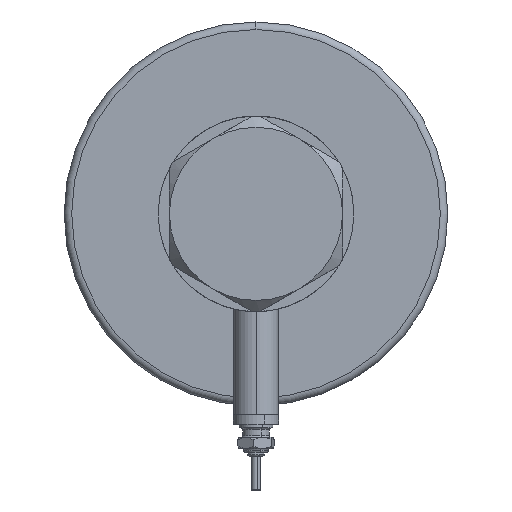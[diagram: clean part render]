
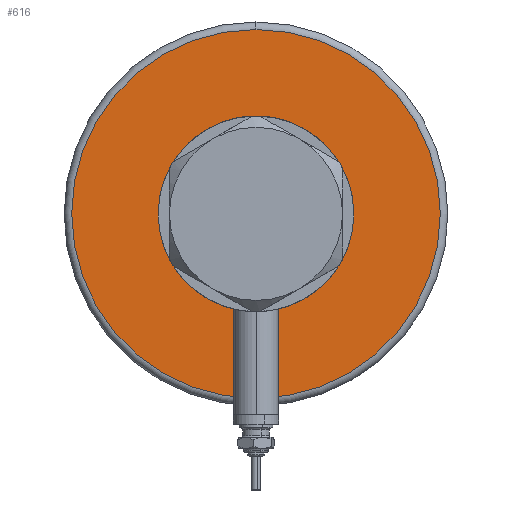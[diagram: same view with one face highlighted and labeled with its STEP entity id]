
A CAD part, left-side view. The second image highlights one B-rep face of the part: STEP entity #616.
In plain terms, the highlighted face is planar.
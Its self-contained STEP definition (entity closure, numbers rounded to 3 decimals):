
#402 = CARTESIAN_POINT ( 'NONE',  ( 0., 0., 0. ) ) ;
#483 = DIRECTION ( 'NONE',  ( 0., 0., 1. ) ) ;
#504 = ORIENTED_EDGE ( 'NONE', *, *, #2728, .T. ) ;
#616 = ADVANCED_FACE ( 'NONE', ( #4578, #5057 ), #5532, .F. ) ;
#766 = CIRCLE ( 'NONE', #2930, 49. ) ;
#837 = AXIS2_PLACEMENT_3D ( 'NONE', #3955, #5029, #3468 ) ;
#1184 = CIRCLE ( 'NONE', #1951, 49. ) ;
#1408 = EDGE_CURVE ( 'NONE', #3075, #6559, #2147, .T. ) ;
#1410 = ORIENTED_EDGE ( 'NONE', *, *, #1408, .T. ) ;
#1548 = CARTESIAN_POINT ( 'NONE',  ( 0., 0., 0. ) ) ;
#1749 = DIRECTION ( 'NONE',  ( 0., 0., -1. ) ) ;
#1925 = DIRECTION ( 'NONE',  ( 1., 0., 0. ) ) ;
#1951 = AXIS2_PLACEMENT_3D ( 'NONE', #3126, #5138, #2542 ) ;
#2074 = CARTESIAN_POINT ( 'NONE',  ( 49., 0., 0. ) ) ;
#2147 = CIRCLE ( 'NONE', #837, 20. ) ;
#2170 = CARTESIAN_POINT ( 'NONE',  ( 0., 0., 0. ) ) ;
#2521 = ORIENTED_EDGE ( 'NONE', *, *, #5926, .T. ) ;
#2542 = DIRECTION ( 'NONE',  ( 1., 0., 0. ) ) ;
#2728 = EDGE_CURVE ( 'NONE', #6559, #3075, #3761, .T. ) ;
#2836 = VERTEX_POINT ( 'NONE', #2074 ) ;
#2930 = AXIS2_PLACEMENT_3D ( 'NONE', #2170, #1749, #3822 ) ;
#3075 = VERTEX_POINT ( 'NONE', #5480 ) ;
#3126 = CARTESIAN_POINT ( 'NONE',  ( 0., 0., 0. ) ) ;
#3468 = DIRECTION ( 'NONE',  ( 1., 0., 0. ) ) ;
#3581 = ORIENTED_EDGE ( 'NONE', *, *, #5351, .T. ) ;
#3761 = CIRCLE ( 'NONE', #4316, 20. ) ;
#3822 = DIRECTION ( 'NONE',  ( 1., 0., 0. ) ) ;
#3955 = CARTESIAN_POINT ( 'NONE',  ( 0., 0., 0. ) ) ;
#4078 = CARTESIAN_POINT ( 'NONE',  ( -49., 0., 0. ) ) ;
#4316 = AXIS2_PLACEMENT_3D ( 'NONE', #1548, #483, #6619 ) ;
#4487 = VERTEX_POINT ( 'NONE', #4078 ) ;
#4578 = FACE_OUTER_BOUND ( 'NONE', #6682, .T. ) ;
#4662 = CARTESIAN_POINT ( 'NONE',  ( -20., 0., 0. ) ) ;
#5023 = DIRECTION ( 'NONE',  ( 0., 0., 1. ) ) ;
#5029 = DIRECTION ( 'NONE',  ( 0., 0., 1. ) ) ;
#5057 = FACE_BOUND ( 'NONE', #5943, .T. ) ;
#5138 = DIRECTION ( 'NONE',  ( 0., 0., -1. ) ) ;
#5351 = EDGE_CURVE ( 'NONE', #2836, #4487, #1184, .T. ) ;
#5480 = CARTESIAN_POINT ( 'NONE',  ( 20., 0., 0. ) ) ;
#5532 = PLANE ( 'NONE',  #6569 ) ;
#5926 = EDGE_CURVE ( 'NONE', #4487, #2836, #766, .T. ) ;
#5943 = EDGE_LOOP ( 'NONE', ( #1410, #504 ) ) ;
#6559 = VERTEX_POINT ( 'NONE', #4662 ) ;
#6569 = AXIS2_PLACEMENT_3D ( 'NONE', #402, #5023, #1925 ) ;
#6619 = DIRECTION ( 'NONE',  ( 1., 0., 0. ) ) ;
#6682 = EDGE_LOOP ( 'NONE', ( #3581, #2521 ) ) ;
